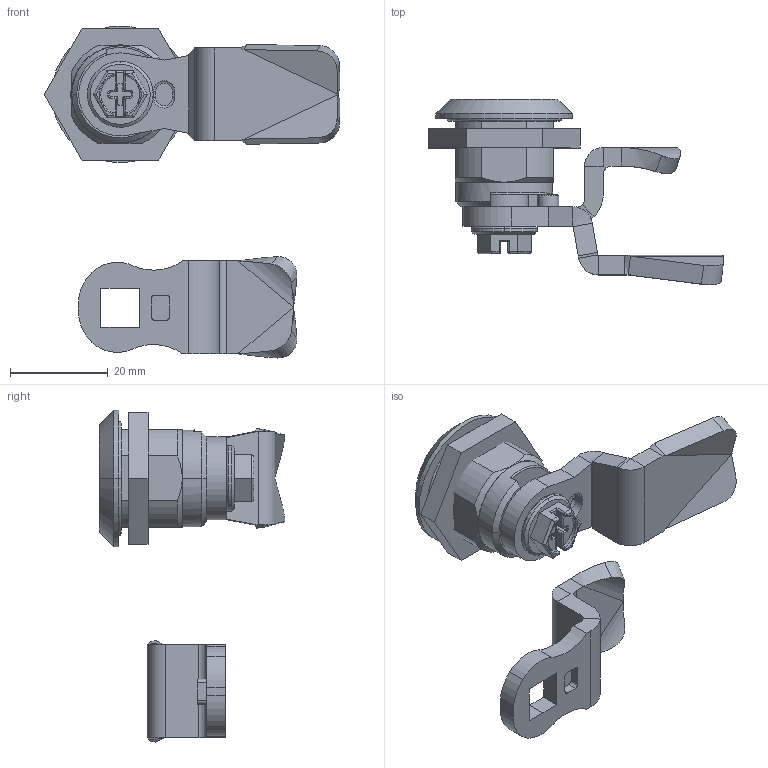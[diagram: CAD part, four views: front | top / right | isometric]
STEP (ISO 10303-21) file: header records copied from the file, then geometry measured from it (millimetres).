
FILE_DESCRIPTION (( 'STEP AP214' ), '1' );
FILE_NAME ('SCE-DL8SB.STEP', '2022-07-22T12:09:11', ( '' ), ( '' ), 'SwSTEP 2.0', 'SolidWorks 2021', '' );
FILE_SCHEMA (( 'AUTOMOTIVE_DESIGN' ));
Length unit declared in the file: inch
Products named in the file (1): SCE-DL8SB
Bounding box: 60.58 x 37.98 x 67.99 mm (x, y, z)
Volume: 15693.4 mm3; surface area: 12228.1 mm2
Topology: 8 solids, 8 shells, 321 faces, 770 edges, 473 vertices
Faces by surface type: plane 144, cylinder 114, bspline 23, torus 20, cone 16, sphere 4
Full cylindrical faces by diameter (mm): 20.295 x1
Entity records: 13197 total; most frequent: CARTESIAN_POINT 5710, ORIENTED_EDGE 1534, DIRECTION 1509, EDGE_CURVE 767, AXIS2_PLACEMENT_3D 537, VERTEX_POINT 473, LINE 435, VECTOR 435
